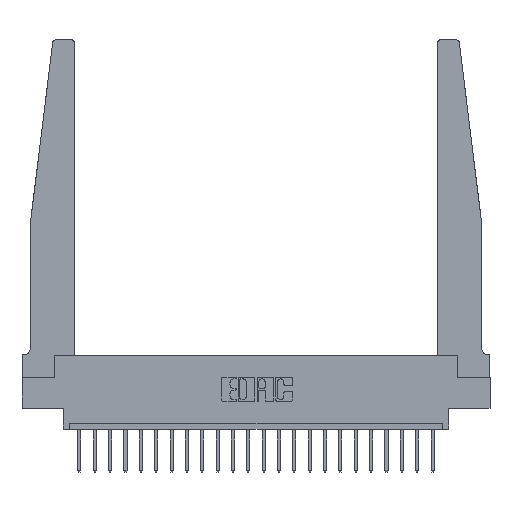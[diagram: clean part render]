
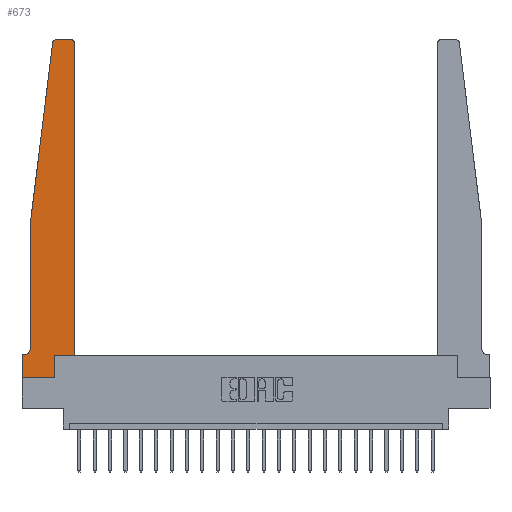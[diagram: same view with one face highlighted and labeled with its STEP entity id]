
A CAD part, top view. The second image highlights one B-rep face of the part: STEP entity #673.
In plain terms, the highlighted planar face has unit normal (0, 0, 1).
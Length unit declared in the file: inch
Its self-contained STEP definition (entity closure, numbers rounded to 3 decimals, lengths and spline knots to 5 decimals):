
#17 = ORIENTED_EDGE ( 'NONE', *, *, #4692, .T. ) ;
#69 = CARTESIAN_POINT ( 'NONE',  ( 0.015, 0.1875, 0.37 ) ) ;
#290 = DIRECTION ( 'NONE',  ( 1., 0., 0. ) ) ;
#673 = ADVANCED_FACE ( 'NONE', ( #16967 ), #12370, .T. ) ;
#683 = ORIENTED_EDGE ( 'NONE', *, *, #4594, .T. ) ;
#930 = CARTESIAN_POINT ( 'NONE',  ( 0.2605, 0.18, 0.37 ) ) ;
#1077 = LINE ( 'NONE', #16318, #20735 ) ;
#1376 = DIRECTION ( 'NONE',  ( 0., -1., 0. ) ) ;
#1392 = ORIENTED_EDGE ( 'NONE', *, *, #14505, .T. ) ;
#2131 = VERTEX_POINT ( 'NONE', #13237 ) ;
#2703 = DIRECTION ( 'NONE',  ( 0., -1., 0. ) ) ;
#2879 = ORIENTED_EDGE ( 'NONE', *, *, #13123, .T. ) ;
#2971 = CARTESIAN_POINT ( 'NONE',  ( 0.425, 0.18, 0.37 ) ) ;
#2985 = CARTESIAN_POINT ( 'NONE',  ( 0., 0., 0.37 ) ) ;
#3078 = DIRECTION ( 'NONE',  ( 1., 0., 0. ) ) ;
#3116 = VECTOR ( 'NONE', #15303, 39.37008 ) ;
#3478 = EDGE_CURVE ( 'NONE', #11373, #20984, #13010, .T. ) ;
#4417 = DIRECTION ( 'NONE',  ( 1., 0., 0. ) ) ;
#4558 = DIRECTION ( 'NONE',  ( 0., 1., 0. ) ) ;
#4594 = EDGE_CURVE ( 'NONE', #14018, #2131, #20505, .T. ) ;
#4692 = EDGE_CURVE ( 'NONE', #14886, #18308, #14594, .T. ) ;
#5174 = CARTESIAN_POINT ( 'NONE',  ( 0.065, 0.1875, 0.37 ) ) ;
#5403 = CARTESIAN_POINT ( 'NONE',  ( 0., 0.1875, 0.37 ) ) ;
#5675 = ORIENTED_EDGE ( 'NONE', *, *, #14196, .T. ) ;
#5697 = ORIENTED_EDGE ( 'NONE', *, *, #9847, .T. ) ;
#5761 = LINE ( 'NONE', #17892, #12987 ) ;
#5823 = VECTOR ( 'NONE', #14695, 39.37008 ) ;
#6918 = CARTESIAN_POINT ( 'NONE',  ( 0.27653, 2.72, 0.37 ) ) ;
#7028 = AXIS2_PLACEMENT_3D ( 'NONE', #6918, #13734, #15408 ) ;
#7696 = LINE ( 'NONE', #18361, #18468 ) ;
#7701 = LINE ( 'NONE', #930, #5823 ) ;
#7785 = VERTEX_POINT ( 'NONE', #19781 ) ;
#8079 = CARTESIAN_POINT ( 'NONE',  ( 0.2605, 0.18, 0.37 ) ) ;
#8266 = VECTOR ( 'NONE', #2703, 39.37008 ) ;
#8710 = DIRECTION ( 'NONE',  ( -1., 0., 0. ) ) ;
#8736 = CARTESIAN_POINT ( 'NONE',  ( 0.27653, 2.75, 0.37 ) ) ;
#8782 = CIRCLE ( 'NONE', #16295, 0.03 ) ;
#9163 = VERTEX_POINT ( 'NONE', #8079 ) ;
#9340 = CARTESIAN_POINT ( 'NONE',  ( 0., 0.1875, 0.37 ) ) ;
#9847 = EDGE_CURVE ( 'NONE', #17028, #13205, #14579, .T. ) ;
#9945 = ORIENTED_EDGE ( 'NONE', *, *, #17254, .T. ) ;
#9986 = VECTOR ( 'NONE', #4417, 39.37008 ) ;
#10034 = VECTOR ( 'NONE', #4558, 39.37008 ) ;
#10344 = ORIENTED_EDGE ( 'NONE', *, *, #13635, .T. ) ;
#11074 = DIRECTION ( 'NONE',  ( -0.122, -0.992, 0. ) ) ;
#11341 = CARTESIAN_POINT ( 'NONE',  ( 0.425, 0.18, 0.37 ) ) ;
#11372 = DIRECTION ( 'NONE',  ( -1., 0., 0. ) ) ;
#11373 = VERTEX_POINT ( 'NONE', #11341 ) ;
#11439 = CARTESIAN_POINT ( 'NONE',  ( 0.015, 0.2375, 0.37 ) ) ;
#12217 = LINE ( 'NONE', #16901, #3116 ) ;
#12370 = PLANE ( 'NONE',  #16062 ) ;
#12987 = VECTOR ( 'NONE', #11074, 39.37008 ) ;
#13010 = LINE ( 'NONE', #2971, #10034 ) ;
#13065 = LINE ( 'NONE', #19852, #8266 ) ;
#13107 = DIRECTION ( 'NONE',  ( 0., 0., -1. ) ) ;
#13123 = EDGE_CURVE ( 'NONE', #13205, #14886, #13065, .T. ) ;
#13205 = VERTEX_POINT ( 'NONE', #9340 ) ;
#13213 = CARTESIAN_POINT ( 'NONE',  ( 0.425, 2.72, 0.37 ) ) ;
#13237 = CARTESIAN_POINT ( 'NONE',  ( 0.24675, 2.72367, 0.37 ) ) ;
#13506 = CARTESIAN_POINT ( 'NONE',  ( 0.395, 2.72, 0.37 ) ) ;
#13635 = EDGE_CURVE ( 'NONE', #9163, #11373, #7696, .T. ) ;
#13728 = CIRCLE ( 'NONE', #15286, 0.05 ) ;
#13734 = DIRECTION ( 'NONE',  ( 0., 0., 1. ) ) ;
#13797 = CARTESIAN_POINT ( 'NONE',  ( 0.065, 0.2375, 0.37 ) ) ;
#14018 = VERTEX_POINT ( 'NONE', #8736 ) ;
#14196 = EDGE_CURVE ( 'NONE', #18308, #9163, #7701, .T. ) ;
#14505 = EDGE_CURVE ( 'NONE', #7785, #14018, #12217, .T. ) ;
#14579 = LINE ( 'NONE', #5174, #15151 ) ;
#14594 = LINE ( 'NONE', #21462, #9986 ) ;
#14695 = DIRECTION ( 'NONE',  ( 0., 1., 0. ) ) ;
#14886 = VERTEX_POINT ( 'NONE', #2985 ) ;
#15151 = VECTOR ( 'NONE', #8710, 39.37008 ) ;
#15286 = AXIS2_PLACEMENT_3D ( 'NONE', #11439, #13107, #11372 ) ;
#15303 = DIRECTION ( 'NONE',  ( -1., 0., 0. ) ) ;
#15408 = DIRECTION ( 'NONE',  ( 1., 0., 0. ) ) ;
#15469 = EDGE_CURVE ( 'NONE', #2131, #18133, #5761, .T. ) ;
#15948 = DIRECTION ( 'NONE',  ( 0., 0., 1. ) ) ;
#16062 = AXIS2_PLACEMENT_3D ( 'NONE', #5403, #15948, #290 ) ;
#16295 = AXIS2_PLACEMENT_3D ( 'NONE', #13506, #16861, #3078 ) ;
#16318 = CARTESIAN_POINT ( 'NONE',  ( 0.065, 1.25, 0.37 ) ) ;
#16496 = DIRECTION ( 'NONE',  ( 1., 0., 0. ) ) ;
#16719 = ORIENTED_EDGE ( 'NONE', *, *, #17350, .T. ) ;
#16726 = ORIENTED_EDGE ( 'NONE', *, *, #15469, .T. ) ;
#16861 = DIRECTION ( 'NONE',  ( 0., 0., 1. ) ) ;
#16901 = CARTESIAN_POINT ( 'NONE',  ( 0.25, 2.75, 0.37 ) ) ;
#16964 = CARTESIAN_POINT ( 'NONE',  ( 0.065, 1.25, 0.37 ) ) ;
#16967 = FACE_OUTER_BOUND ( 'NONE', #18363, .T. ) ;
#17028 = VERTEX_POINT ( 'NONE', #69 ) ;
#17254 = EDGE_CURVE ( 'NONE', #19794, #17028, #13728, .T. ) ;
#17350 = EDGE_CURVE ( 'NONE', #18133, #19794, #1077, .T. ) ;
#17892 = CARTESIAN_POINT ( 'NONE',  ( 0.065, 1.25, 0.37 ) ) ;
#18133 = VERTEX_POINT ( 'NONE', #16964 ) ;
#18308 = VERTEX_POINT ( 'NONE', #20759 ) ;
#18361 = CARTESIAN_POINT ( 'NONE',  ( 0.425, 0.18, 0.37 ) ) ;
#18363 = EDGE_LOOP ( 'NONE', ( #1392, #683, #16726, #16719, #9945, #5697, #2879, #17, #5675, #10344, #20630, #19605 ) ) ;
#18468 = VECTOR ( 'NONE', #16496, 39.37008 ) ;
#18552 = EDGE_CURVE ( 'NONE', #20984, #7785, #8782, .T. ) ;
#19605 = ORIENTED_EDGE ( 'NONE', *, *, #18552, .T. ) ;
#19781 = CARTESIAN_POINT ( 'NONE',  ( 0.395, 2.75, 0.37 ) ) ;
#19794 = VERTEX_POINT ( 'NONE', #13797 ) ;
#19852 = CARTESIAN_POINT ( 'NONE',  ( 0., 0., 0.37 ) ) ;
#20505 = CIRCLE ( 'NONE', #7028, 0.03 ) ;
#20630 = ORIENTED_EDGE ( 'NONE', *, *, #3478, .T. ) ;
#20735 = VECTOR ( 'NONE', #1376, 39.37008 ) ;
#20759 = CARTESIAN_POINT ( 'NONE',  ( 0.2605, 0., 0.37 ) ) ;
#20984 = VERTEX_POINT ( 'NONE', #13213 ) ;
#21462 = CARTESIAN_POINT ( 'NONE',  ( 0., 0., 0.37 ) ) ;
